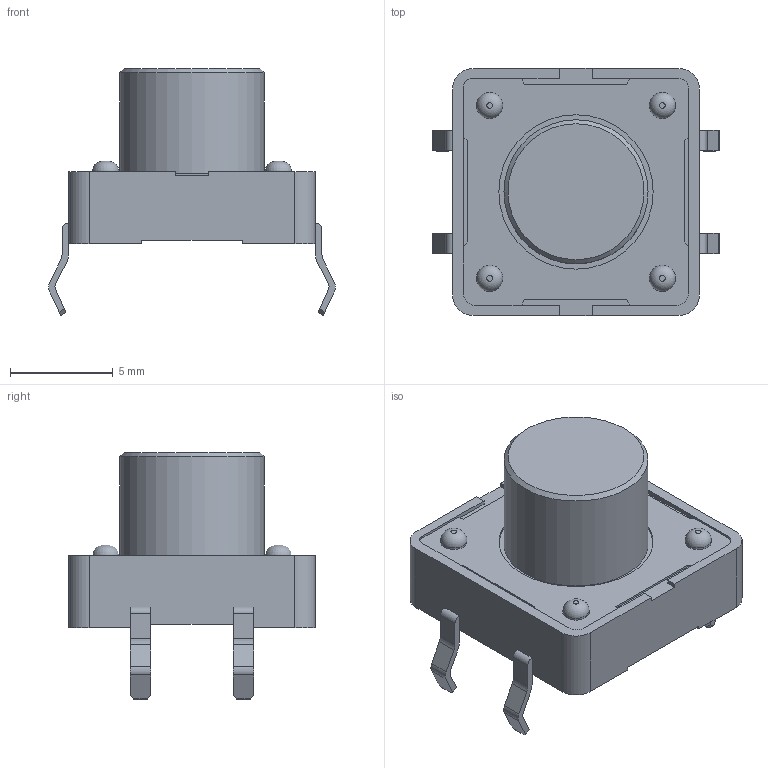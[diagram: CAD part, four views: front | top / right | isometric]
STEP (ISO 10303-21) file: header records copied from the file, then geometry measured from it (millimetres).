
FILE_DESCRIPTION(/* description */ ('Unknown'),/* implementation_level */ '2;1');
FILE_NAME(/* name */ '430476085716',/* time_stamp */ '2023-10-25T10:38:22+02:00',/* author */ ('Unknown'),/* organization */ ('Unknown'),/* preprocessor_version */ 'ST-DEVELOPER v18.102',/* originating_system */ 'Solid Edge',/* authorisation */ 'Unknown');
FILE_SCHEMA (('AUTOMOTIVE_DESIGN {1 0 10303 214 3 1 1}'));
Length unit declared in the file: millimetre
Products named in the file (1): 430476085716
Bounding box: 13.94 x 12 x 11.99 mm (x, y, z)
Volume: 668.2 mm3; surface area: 641.8 mm2
Topology: 5 solids, 5 shells, 206 faces, 524 edges, 341 vertices
Faces by surface type: plane 131, cylinder 70, torus 4, cone 1
Full cylindrical faces by diameter (mm): 1.278 x4, 7 x1, 7.5 x1
Entity records: 7060 total; most frequent: CARTESIAN_POINT 1053, DIRECTION 1044, ORIENTED_EDGE 1018, EDGE_CURVE 509, LINE 388, VECTOR 388, VERTEX_POINT 337, AXIS2_PLACEMENT_3D 328
